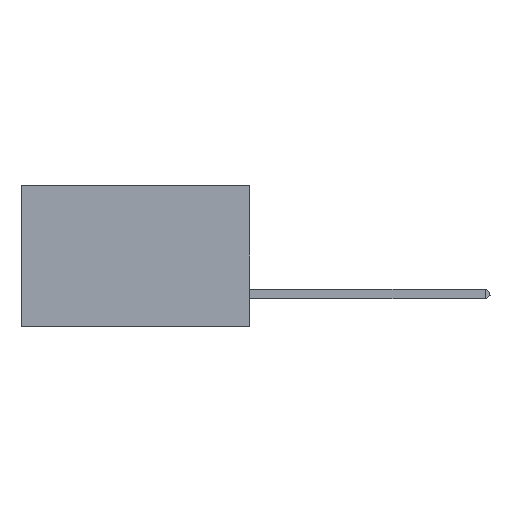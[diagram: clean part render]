
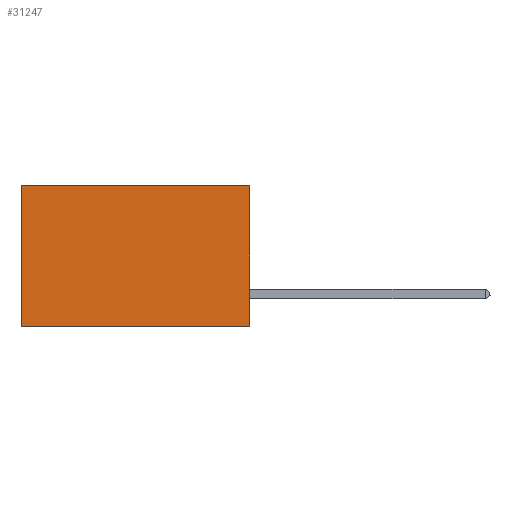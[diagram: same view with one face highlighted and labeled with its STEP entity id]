
A CAD part, left-side view. The second image highlights one B-rep face of the part: STEP entity #31247.
In plain terms, the highlighted planar face has unit normal (-1, 0, 0).
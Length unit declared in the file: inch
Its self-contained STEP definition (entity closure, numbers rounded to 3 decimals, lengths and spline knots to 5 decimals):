
#4076 = EDGE_CURVE ( 'NONE', #25540, #22840, #19830, .T. ) ;
#5427 = AXIS2_PLACEMENT_3D ( 'NONE', #10963, #19195, #8165 ) ;
#5511 = CARTESIAN_POINT ( 'NONE',  ( 0.2875, 0., -0.37 ) ) ;
#7332 = ORIENTED_EDGE ( 'NONE', *, *, #4076, .F. ) ;
#7447 = EDGE_CURVE ( 'NONE', #22840, #36653, #27695, .T. ) ;
#7944 = CARTESIAN_POINT ( 'NONE',  ( 0.2875, 0.6, 0. ) ) ;
#8165 = DIRECTION ( 'NONE',  ( 0., 0., -1. ) ) ;
#9248 = DIRECTION ( 'NONE',  ( 0., 0., -1. ) ) ;
#9630 = CARTESIAN_POINT ( 'NONE',  ( 0.2875, 0., 0. ) ) ;
#10129 = CARTESIAN_POINT ( 'NONE',  ( 0.2875, 0., 0. ) ) ;
#10963 = CARTESIAN_POINT ( 'NONE',  ( 0.2875, 0., 0. ) ) ;
#11711 = ORIENTED_EDGE ( 'NONE', *, *, #7447, .F. ) ;
#12176 = ORIENTED_EDGE ( 'NONE', *, *, #16228, .T. ) ;
#12190 = LINE ( 'NONE', #30773, #31458 ) ;
#13012 = VECTOR ( 'NONE', #9248, 39.37008 ) ;
#13730 = CARTESIAN_POINT ( 'NONE',  ( 0.2875, 0.6, 0. ) ) ;
#16228 = EDGE_CURVE ( 'NONE', #31326, #36653, #32039, .T. ) ;
#18581 = ORIENTED_EDGE ( 'NONE', *, *, #31272, .T. ) ;
#19195 = DIRECTION ( 'NONE',  ( 1., 0., 0. ) ) ;
#19830 = LINE ( 'NONE', #9630, #13012 ) ;
#22840 = VERTEX_POINT ( 'NONE', #5511 ) ;
#24319 = CARTESIAN_POINT ( 'NONE',  ( 0.2875, 0., -0.37 ) ) ;
#25540 = VERTEX_POINT ( 'NONE', #10129 ) ;
#27488 = EDGE_LOOP ( 'NONE', ( #12176, #11711, #7332, #18581 ) ) ;
#27529 = VECTOR ( 'NONE', #28146, 39.37008 ) ;
#27695 = LINE ( 'NONE', #24319, #29479 ) ;
#28146 = DIRECTION ( 'NONE',  ( 0., 0., -1. ) ) ;
#29100 = FACE_OUTER_BOUND ( 'NONE', #27488, .T. ) ;
#29479 = VECTOR ( 'NONE', #30103, 39.37008 ) ;
#30103 = DIRECTION ( 'NONE',  ( 0., 1., 0. ) ) ;
#30773 = CARTESIAN_POINT ( 'NONE',  ( 0.2875, 0., 0. ) ) ;
#31023 = PLANE ( 'NONE',  #5427 ) ;
#31247 = ADVANCED_FACE ( 'NONE', ( #29100 ), #31023, .F. ) ;
#31272 = EDGE_CURVE ( 'NONE', #25540, #31326, #12190, .T. ) ;
#31326 = VERTEX_POINT ( 'NONE', #13730 ) ;
#31458 = VECTOR ( 'NONE', #34072, 39.37008 ) ;
#32039 = LINE ( 'NONE', #7944, #27529 ) ;
#34072 = DIRECTION ( 'NONE',  ( 0., 1., 0. ) ) ;
#36653 = VERTEX_POINT ( 'NONE', #37182 ) ;
#37182 = CARTESIAN_POINT ( 'NONE',  ( 0.2875, 0.6, -0.37 ) ) ;
